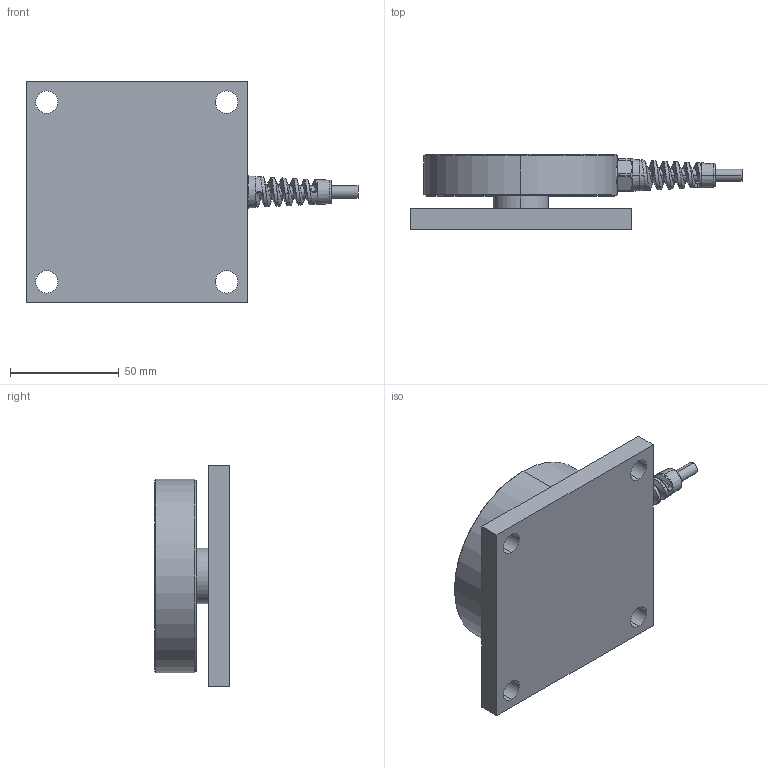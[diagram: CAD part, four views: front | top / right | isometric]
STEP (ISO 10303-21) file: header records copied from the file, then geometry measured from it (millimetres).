
FILE_DESCRIPTION (( 'STEP AP214' ), '1' );
FILE_NAME ('ML3-A-10K X1 (STEP).STEP', '2021-11-19T22:38:44', ( '' ), ( '' ), 'SwSTEP 2.0', 'SolidWorks 2021', '' );
FILE_SCHEMA (( 'AUTOMOTIVE_DESIGN' ));
Length unit declared in the file: inch
Products named in the file (1): ML3-A-10K X1 (STEP)
Bounding box: 152.4 x 34.42 x 101.6 mm (x, y, z)
Surface area: 53501.8 mm2 (no closed solid volume)
Topology: 0 solids, 693 shells, 962 faces, 4984 edges, 4727 vertices
Faces by surface type: plane 502, cylinder 189, bspline 155, cone 116
Entity records: 83347 total; most frequent: CARTESIAN_POINT 35548, DIRECTION 5822, ORIENTED_EDGE 5639, EDGE_CURVE 4982, VERTEX_POINT 4727, LINE 3254, VECTOR 3254, AXIS2_PLACEMENT_3D 1284
